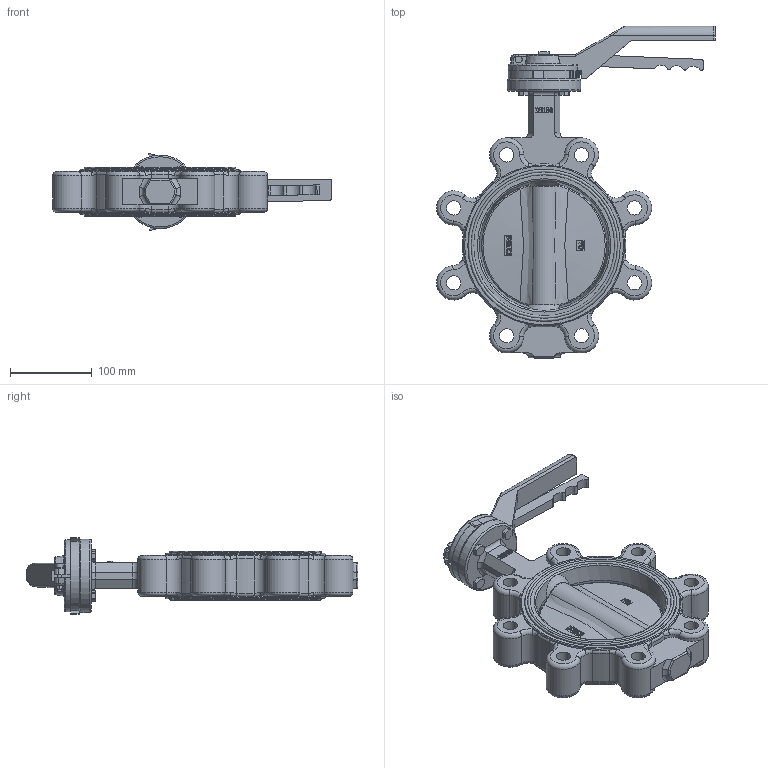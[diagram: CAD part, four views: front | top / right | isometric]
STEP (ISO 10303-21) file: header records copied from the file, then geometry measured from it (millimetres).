
FILE_DESCRIPTION(/* description */ ('Unknown'),/* implementation_level */ '2;1');
FILE_NAME(/* name */ '5200_5210_5220-14',/* time_stamp */ '2023-02-16T13:12:16+01:00',/* author */ ('Unknown'),/* organization */ ('Unknown'),/* preprocessor_version */ 'ST-DEVELOPER v16.7',/* originating_system */ 'Solid Edge',/* authorisation */ 'Unknown');
FILE_SCHEMA (('AUTOMOTIVE_DESIGN {1 0 10303 214 3 1 1}'));
Length unit declared in the file: millimetre
Products named in the file (14): LUG_DN150; Handhebel 040-150; DIN934_M5; DIN912M5x30; ISO-Flansch; LUG-DN150; DN150概极; seat; disc; shaft1; shaft2; bushing1; DIN933_M8x25
Assembly tree (17 placements, depth 3):
  LUG_DN150
    Handhebel 040-150
      DIN934_M5
      DIN912M5x30
      Handhebel 040-150
      ISO-Flansch
    LUG-DN150
      DN150概极
      seat
      disc
      shaft1
      shaft2
      bushing1  x2
    DIN933_M8x25  x4
Bounding box: 341.97 x 407 x 94.3 mm (x, y, z)
Volume: 1993146.5 mm3; surface area: 446596.2 mm2
Topology: 15 solids, 15 shells, 927 faces, 2411 edges, 1543 vertices
Faces by surface type: plane 366, cylinder 261, bspline 160, torus 115, cone 25
Full cylindrical faces by diameter (mm): 4.134 x1, 4.917 x4, 5 x2, 6 x2, 6.647 x4, 7 x4, 8 x4, 8.5 x1, 9 x4, 10 x4, 13.09 x1, 14.5 x1, 15 x1, 15.92 x2, 17.5 x8, 18.92 x3, 19.1 x2, 19.2 x2, 23.8 x2, 23.88 x2, 30 x2, 31.6 x1, 56 x1, 90 x1, 165 x2, 165.3 x2, 173 x4, 186 x2, 187 x2, 197 x2
Entity records: 32654 total; most frequent: CARTESIAN_POINT 11450, ORIENTED_EDGE 4292, DIRECTION 4062, EDGE_CURVE 2146, AXIS2_PLACEMENT_3D 1556, VERTEX_POINT 1426, FACE_BOUND 1092, EDGE_LOOP 1090
